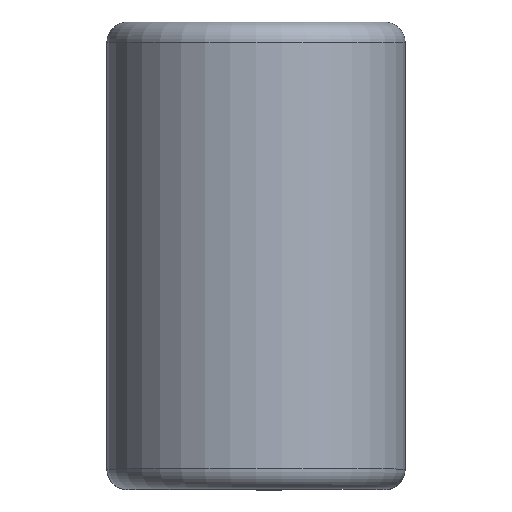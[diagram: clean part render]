
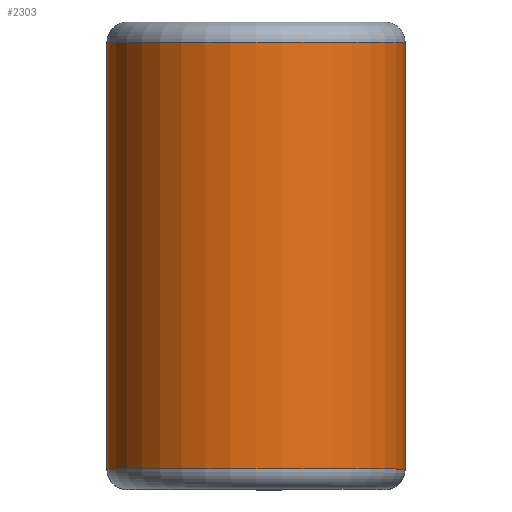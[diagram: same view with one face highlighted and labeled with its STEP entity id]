
A CAD part, top view. The second image highlights one B-rep face of the part: STEP entity #2303.
In plain terms, the highlighted cylindrical face has radius 5.575 mm (diameter 11.151 mm), a partial arc.
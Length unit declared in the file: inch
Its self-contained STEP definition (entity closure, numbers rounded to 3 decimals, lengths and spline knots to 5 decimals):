
#142 = DIRECTION ( 'NONE',  ( 0., 1., 0. ) ) ;
#167 = CARTESIAN_POINT ( 'NONE',  ( 0., -0.31375, 0.25 ) ) ;
#226 = ORIENTED_EDGE ( 'NONE', *, *, #1659, .T. ) ;
#279 = ORIENTED_EDGE ( 'NONE', *, *, #2379, .F. ) ;
#334 = VERTEX_POINT ( 'NONE', #1011 ) ;
#344 = CARTESIAN_POINT ( 'NONE',  ( 0., 0.3125, 0.25 ) ) ;
#396 = DIRECTION ( 'NONE',  ( 0., -1., 0. ) ) ;
#410 = DIRECTION ( 'NONE',  ( 0., 0., -1. ) ) ;
#691 = CYLINDRICAL_SURFACE ( 'NONE', #876, 0.2195 ) ;
#840 = VERTEX_POINT ( 'NONE', #863 ) ;
#863 = CARTESIAN_POINT ( 'NONE',  ( 0.2195, 0.31375, 0.25 ) ) ;
#876 = AXIS2_PLACEMENT_3D ( 'NONE', #344, #1493, #2892 ) ;
#927 = CIRCLE ( 'NONE', #2440, 0.2195 ) ;
#1011 = CARTESIAN_POINT ( 'NONE',  ( -0.2195, 0.31375, 0.25 ) ) ;
#1057 = VERTEX_POINT ( 'NONE', #1583 ) ;
#1161 = DIRECTION ( 'NONE',  ( 0., 1., 0. ) ) ;
#1200 = AXIS2_PLACEMENT_3D ( 'NONE', #1784, #396, #2012 ) ;
#1327 = LINE ( 'NONE', #2921, #1859 ) ;
#1333 = VECTOR ( 'NONE', #1161, 39.37008 ) ;
#1493 = DIRECTION ( 'NONE',  ( 0., -1., 0. ) ) ;
#1583 = CARTESIAN_POINT ( 'NONE',  ( 0.2195, -0.31375, 0.25 ) ) ;
#1659 = EDGE_CURVE ( 'NONE', #840, #334, #2264, .T. ) ;
#1784 = CARTESIAN_POINT ( 'NONE',  ( 0., 0.31375, 0.25 ) ) ;
#1791 = DIRECTION ( 'NONE',  ( 0., -1., 0. ) ) ;
#1830 = FACE_OUTER_BOUND ( 'NONE', #2661, .T. ) ;
#1859 = VECTOR ( 'NONE', #142, 39.37008 ) ;
#1927 = LINE ( 'NONE', #2943, #1333 ) ;
#2012 = DIRECTION ( 'NONE',  ( 0., 0., -1. ) ) ;
#2062 = EDGE_CURVE ( 'NONE', #2566, #334, #1927, .T. ) ;
#2175 = ORIENTED_EDGE ( 'NONE', *, *, #2959, .T. ) ;
#2264 = CIRCLE ( 'NONE', #1200, 0.2195 ) ;
#2303 = ADVANCED_FACE ( 'NONE', ( #1830 ), #691, .T. ) ;
#2308 = CARTESIAN_POINT ( 'NONE',  ( -0.2195, -0.31375, 0.25 ) ) ;
#2379 = EDGE_CURVE ( 'NONE', #1057, #2566, #927, .T. ) ;
#2440 = AXIS2_PLACEMENT_3D ( 'NONE', #167, #1791, #410 ) ;
#2566 = VERTEX_POINT ( 'NONE', #2308 ) ;
#2661 = EDGE_LOOP ( 'NONE', ( #2175, #226, #2738, #279 ) ) ;
#2738 = ORIENTED_EDGE ( 'NONE', *, *, #2062, .F. ) ;
#2892 = DIRECTION ( 'NONE',  ( 0., 0., -1. ) ) ;
#2921 = CARTESIAN_POINT ( 'NONE',  ( 0.2195, 0.31375, 0.25 ) ) ;
#2943 = CARTESIAN_POINT ( 'NONE',  ( -0.2195, 0.31375, 0.25 ) ) ;
#2959 = EDGE_CURVE ( 'NONE', #1057, #840, #1327, .T. ) ;
